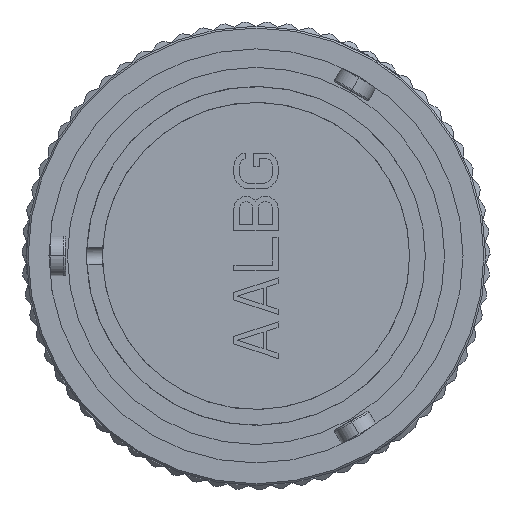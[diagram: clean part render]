
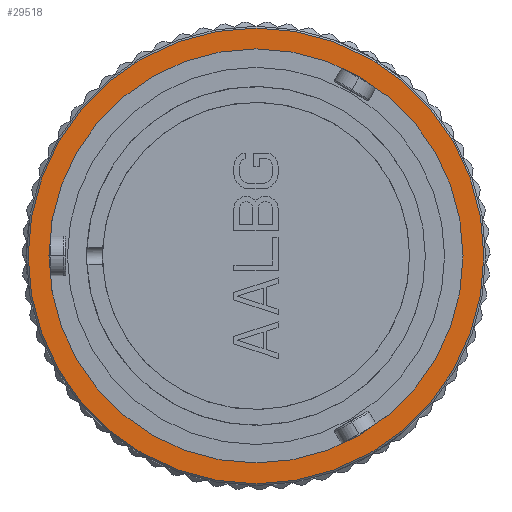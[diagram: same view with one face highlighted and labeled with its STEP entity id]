
A CAD part, left-side view. The second image highlights one B-rep face of the part: STEP entity #29518.
In plain terms, the highlighted planar face has unit normal (-1, 0, 0).
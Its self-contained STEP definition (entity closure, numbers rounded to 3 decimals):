
#4006=CARTESIAN_POINT('',(6.15,0.,0.));
#4007=DIRECTION('',(-1.,0.,0.));
#4008=DIRECTION('',(0.,1.,0.));
#4009=AXIS2_PLACEMENT_3D('',#4006,#4007,#4008);
#4019=CARTESIAN_POINT('',(6.15,0.,0.));
#4020=DIRECTION('',(1.,0.,0.));
#4021=DIRECTION('',(0.,1.,0.));
#4022=AXIS2_PLACEMENT_3D('',#4019,#4020,#4021);
#4024=CARTESIAN_POINT('',(6.15,0.,0.));
#4025=DIRECTION('',(1.,0.,0.));
#4026=DIRECTION('',(0.,1.,0.));
#4027=AXIS2_PLACEMENT_3D('',#4024,#4025,#4026);
#4029=CARTESIAN_POINT('',(6.15,0.,0.));
#4030=DIRECTION('',(-1.,0.,0.));
#4031=DIRECTION('',(0.,1.,0.));
#4032=AXIS2_PLACEMENT_3D('',#4029,#4030,#4031);
#22506=CARTESIAN_POINT('',(6.15,23.51,0.));
#22507=CARTESIAN_POINT('',(6.15,-23.51,0.));
#22508=VERTEX_POINT('',#22506);
#22509=VERTEX_POINT('',#22507);
#23186=CARTESIAN_POINT('',(6.15,25.875,0.));
#23187=VERTEX_POINT('',#23186);
#23188=CARTESIAN_POINT('',(6.15,-25.875,0.));
#23189=VERTEX_POINT('',#23188);
#29503=CARTESIAN_POINT('',(6.15,0.,0.));
#29504=DIRECTION('',(-1.,0.,0.));
#29505=DIRECTION('',(0.,-1.,0.));
#29506=AXIS2_PLACEMENT_3D('',#29503,#29504,#29505);
#29507=PLANE('656',#29506);
#29508=ORIENTED_EDGE('3598',*,*,#29468,.F.);
#29509=ORIENTED_EDGE('3600',*,*,#29491,.T.);
#29510=EDGE_LOOP('656',(#29508,#29509));
#29511=FACE_OUTER_BOUND('656',#29510,.F.);
#29513=ORIENTED_EDGE('3099',*,*,#29512,.F.);
#29515=ORIENTED_EDGE('3097',*,*,#29514,.T.);
#29516=EDGE_LOOP('656',(#29513,#29515));
#29517=FACE_BOUND('656',#29516,.F.);
#4010=CIRCLE('3598',#4009,25.875);
#4023=CIRCLE('3600',#4022,25.875);
#4028=CIRCLE('3099',#4027,23.51);
#4033=CIRCLE('3097',#4032,23.51);
#29468=EDGE_CURVE('3598',#23187,#23189,#4010,.T.);
#29491=EDGE_CURVE('3600',#23187,#23189,#4023,.T.);
#29512=EDGE_CURVE('3099',#22508,#22509,#4028,.T.);
#29514=EDGE_CURVE('3097',#22508,#22509,#4033,.T.);
#29518=ADVANCED_FACE('656',(#29511,#29517),#29507,.T.);
